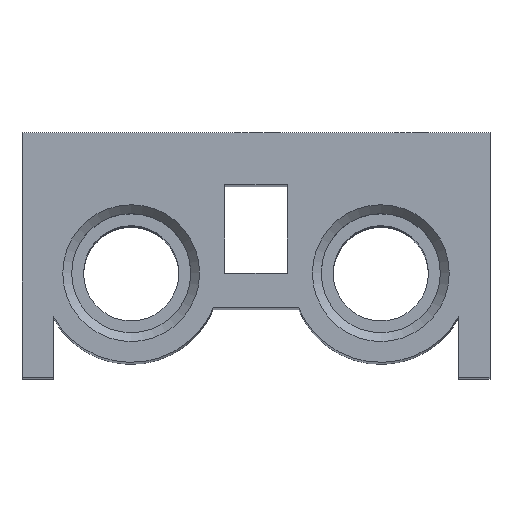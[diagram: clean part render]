
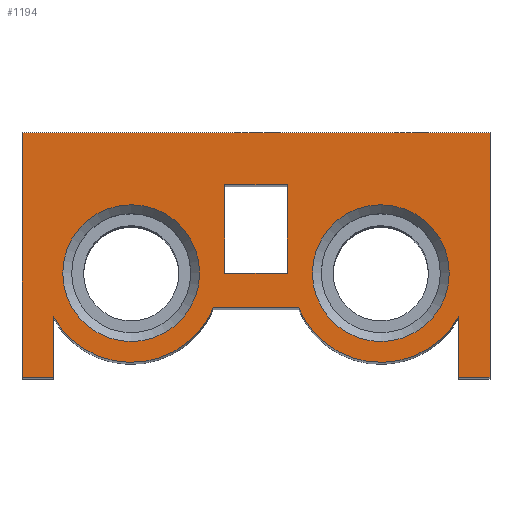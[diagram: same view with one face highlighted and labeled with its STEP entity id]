
A CAD part, top view. The second image highlights one B-rep face of the part: STEP entity #1194.
In plain terms, the highlighted planar face has unit normal (0, 0, 1).
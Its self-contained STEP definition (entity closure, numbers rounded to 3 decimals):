
#78=LINE('',#1848,#132);
#82=LINE('',#1856,#136);
#85=LINE('',#1862,#139);
#88=LINE('',#1868,#142);
#92=LINE('',#1884,#146);
#96=LINE('',#1896,#150);
#99=LINE('',#1902,#153);
#102=LINE('',#1913,#156);
#106=LINE('',#1921,#160);
#109=LINE('',#1931,#163);
#111=LINE('',#1934,#165);
#113=LINE('',#1937,#167);
#132=VECTOR('',#1475,1000.);
#136=VECTOR('',#1481,1000.);
#139=VECTOR('',#1486,1000.);
#142=VECTOR('',#1491,1000.);
#146=VECTOR('',#1507,1000.);
#150=VECTOR('',#1519,1000.);
#153=VECTOR('',#1524,1000.);
#156=VECTOR('',#1533,1000.);
#160=VECTOR('',#1539,1000.);
#163=VECTOR('',#1548,1000.);
#165=VECTOR('',#1552,1000.);
#167=VECTOR('',#1556,1000.);
#264=ORIENTED_EDGE('',*,*,#542,.T.);
#265=ORIENTED_EDGE('',*,*,#543,.T.);
#266=ORIENTED_EDGE('',*,*,#528,.F.);
#267=ORIENTED_EDGE('',*,*,#532,.F.);
#268=ORIENTED_EDGE('',*,*,#537,.F.);
#269=ORIENTED_EDGE('',*,*,#539,.F.);
#270=ORIENTED_EDGE('',*,*,#496,.T.);
#271=ORIENTED_EDGE('',*,*,#500,.T.);
#272=ORIENTED_EDGE('',*,*,#503,.T.);
#273=ORIENTED_EDGE('',*,*,#506,.T.);
#274=ORIENTED_EDGE('',*,*,#509,.T.);
#275=ORIENTED_EDGE('',*,*,#514,.T.);
#276=ORIENTED_EDGE('',*,*,#517,.T.);
#277=ORIENTED_EDGE('',*,*,#520,.T.);
#278=ORIENTED_EDGE('',*,*,#523,.T.);
#279=ORIENTED_EDGE('',*,*,#541,.T.);
#496=EDGE_CURVE('',#643,#642,#78,.T.);
#500=EDGE_CURVE('',#642,#645,#82,.T.);
#503=EDGE_CURVE('',#645,#647,#85,.T.);
#506=EDGE_CURVE('',#647,#649,#88,.T.);
#509=EDGE_CURVE('',#649,#651,#757,.T.);
#514=EDGE_CURVE('',#651,#655,#92,.T.);
#517=EDGE_CURVE('',#655,#657,#761,.T.);
#520=EDGE_CURVE('',#657,#659,#96,.T.);
#523=EDGE_CURVE('',#659,#661,#99,.T.);
#528=EDGE_CURVE('',#666,#667,#102,.T.);
#532=EDGE_CURVE('',#669,#666,#106,.T.);
#537=EDGE_CURVE('',#673,#669,#109,.T.);
#539=EDGE_CURVE('',#667,#673,#111,.T.);
#541=EDGE_CURVE('',#661,#643,#113,.T.);
#542=EDGE_CURVE('',#674,#674,#766,.T.);
#543=EDGE_CURVE('',#675,#675,#767,.T.);
#642=VERTEX_POINT('',#1847);
#643=VERTEX_POINT('',#1849);
#645=VERTEX_POINT('',#1855);
#647=VERTEX_POINT('',#1861);
#649=VERTEX_POINT('',#1867);
#651=VERTEX_POINT('',#1873);
#655=VERTEX_POINT('',#1883);
#657=VERTEX_POINT('',#1889);
#659=VERTEX_POINT('',#1895);
#661=VERTEX_POINT('',#1901);
#666=VERTEX_POINT('',#1912);
#667=VERTEX_POINT('',#1914);
#669=VERTEX_POINT('',#1920);
#673=VERTEX_POINT('',#1930);
#674=VERTEX_POINT('',#1940);
#675=VERTEX_POINT('',#1942);
#757=CIRCLE('',#1299,8.579);
#761=CIRCLE('',#1305,8.579);
#766=CIRCLE('',#1318,6.579);
#767=CIRCLE('',#1319,6.579);
#852=EDGE_LOOP('',(#264));
#853=EDGE_LOOP('',(#265));
#854=EDGE_LOOP('',(#266,#267,#268,#269));
#855=EDGE_LOOP('',(#270,#271,#272,#273,#274,#275,#276,#277,#278,#279));
#1014=FACE_BOUND('',#852,.T.);
#1015=FACE_BOUND('',#853,.T.);
#1016=FACE_BOUND('',#854,.T.);
#1017=FACE_BOUND('',#855,.T.);
#1150=PLANE('',#1317);
#1194=ADVANCED_FACE('',(#1014,#1015,#1016,#1017),#1150,.T.);
#1299=AXIS2_PLACEMENT_3D('',#1874,#1497,#1498);
#1305=AXIS2_PLACEMENT_3D('',#1890,#1513,#1514);
#1317=AXIS2_PLACEMENT_3D('',#1938,#1557,#1558);
#1318=AXIS2_PLACEMENT_3D('',#1939,#1559,#1560);
#1319=AXIS2_PLACEMENT_3D('',#1941,#1561,#1562);
#1475=DIRECTION('',(-1.,0.,0.));
#1481=DIRECTION('',(0.,-1.,0.));
#1486=DIRECTION('',(1.,0.,0.));
#1491=DIRECTION('',(0.,1.,0.));
#1497=DIRECTION('',(0.,0.,1.));
#1498=DIRECTION('',(1.,0.,0.));
#1507=DIRECTION('',(1.,0.,0.));
#1513=DIRECTION('',(0.,0.,1.));
#1514=DIRECTION('',(1.,0.,0.));
#1519=DIRECTION('',(0.,-1.,0.));
#1524=DIRECTION('',(1.,0.,0.));
#1533=DIRECTION('',(-1.,0.,0.));
#1539=DIRECTION('',(0.,1.,0.));
#1548=DIRECTION('',(1.,0.,0.));
#1552=DIRECTION('',(0.,-1.,0.));
#1556=DIRECTION('',(0.,1.,0.));
#1557=DIRECTION('',(0.,0.,1.));
#1558=DIRECTION('',(1.,0.,0.));
#1559=DIRECTION('',(0.,0.,-1.));
#1560=DIRECTION('',(-1.,0.,0.));
#1561=DIRECTION('',(0.,0.,-1.));
#1562=DIRECTION('',(-1.,0.,0.));
#1847=CARTESIAN_POINT('',(-22.5,23.5,115.));
#1848=CARTESIAN_POINT('',(22.5,23.5,115.));
#1849=CARTESIAN_POINT('',(22.5,23.5,115.));
#1855=CARTESIAN_POINT('',(-22.5,0.,115.));
#1856=CARTESIAN_POINT('',(-22.5,23.5,115.));
#1861=CARTESIAN_POINT('',(-19.5,0.,115.));
#1862=CARTESIAN_POINT('',(-22.5,0.,115.));
#1867=CARTESIAN_POINT('',(-19.5,5.836,115.));
#1868=CARTESIAN_POINT('',(-19.5,0.,115.));
#1873=CARTESIAN_POINT('',(-4.096,6.667,115.));
#1874=CARTESIAN_POINT('',(-12.,10.,115.));
#1883=CARTESIAN_POINT('',(4.096,6.667,115.));
#1884=CARTESIAN_POINT('',(-4.096,6.667,115.));
#1889=CARTESIAN_POINT('',(19.5,5.836,115.));
#1890=CARTESIAN_POINT('',(12.,10.,115.));
#1895=CARTESIAN_POINT('',(19.5,0.,115.));
#1896=CARTESIAN_POINT('',(19.5,5.836,115.));
#1901=CARTESIAN_POINT('',(22.5,0.,115.));
#1902=CARTESIAN_POINT('',(19.5,0.,115.));
#1912=CARTESIAN_POINT('',(3.,18.5,115.));
#1913=CARTESIAN_POINT('',(3.,18.5,115.));
#1914=CARTESIAN_POINT('',(-3.,18.5,115.));
#1920=CARTESIAN_POINT('',(3.,10.,115.));
#1921=CARTESIAN_POINT('',(3.,10.,115.));
#1930=CARTESIAN_POINT('',(-3.,10.,115.));
#1931=CARTESIAN_POINT('',(-3.,10.,115.));
#1934=CARTESIAN_POINT('',(-3.,18.5,115.));
#1937=CARTESIAN_POINT('',(22.5,0.,115.));
#1938=CARTESIAN_POINT('',(-12.,10.,115.));
#1939=CARTESIAN_POINT('',(-12.,10.,115.));
#1940=CARTESIAN_POINT('',(-18.579,10.,115.));
#1941=CARTESIAN_POINT('',(12.,10.,115.));
#1942=CARTESIAN_POINT('',(5.422,10.,115.));
